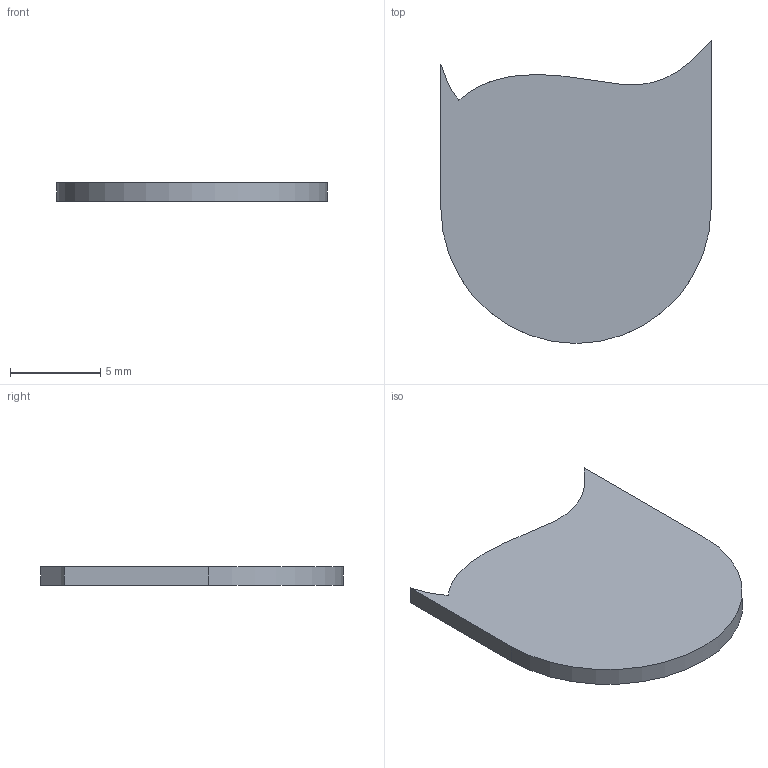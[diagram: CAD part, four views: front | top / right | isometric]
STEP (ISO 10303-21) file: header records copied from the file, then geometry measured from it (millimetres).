
FILE_DESCRIPTION(/* description */ (''),/* implementation_level */ '2;1');
FILE_NAME(/* name */ 'Middle.step',/* time_stamp */ '2025-12-03T00:00:43-07:00',/* author */ (''),/* organization */ (''),/* preprocessor_version */ 'ST-DEVELOPER v20.1',/* originating_system */ 'Autodesk Translation Framework v14.21.0.0',/* authorisation */ '');
FILE_SCHEMA (('AUTOMOTIVE_DESIGN { 1 0 10303 214 3 1 1 }'));
Length unit declared in the file: millimetre
Products named in the file (1): Necklace
Bounding box: 15 x 16.82 x 1 mm (x, y, z)
Volume: 196.9 mm3; surface area: 452.1 mm2
Topology: 1 solids, 1 shells, 7 faces, 15 edges, 10 vertices
Faces by surface type: plane 4, bspline 2, cylinder 1
Entity records: 442 total; most frequent: CARTESIAN_POINT 269, ORIENTED_EDGE 30, DIRECTION 25, EDGE_CURVE 15, VERTEX_POINT 10, LINE 9, VECTOR 9, AXIS2_PLACEMENT_3D 8
